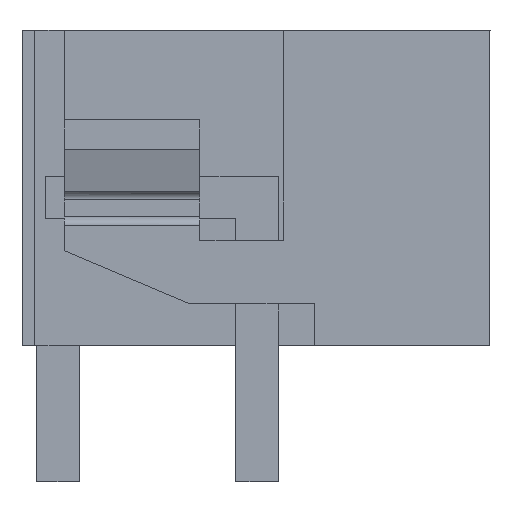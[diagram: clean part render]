
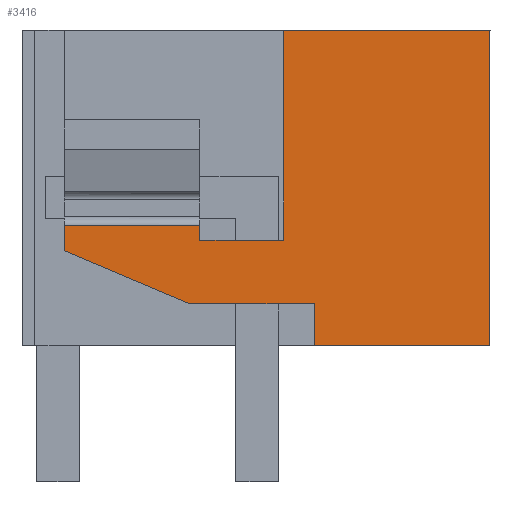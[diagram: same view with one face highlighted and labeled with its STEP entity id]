
A CAD part, left-side view. The second image highlights one B-rep face of the part: STEP entity #3416.
In plain terms, the highlighted planar face has unit normal (-1, 0, 0).
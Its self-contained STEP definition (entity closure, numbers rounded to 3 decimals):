
#3347=AXIS2_PLACEMENT_3D('Plane Axis2P3D',#3344,#3345,#3346) ;
#95=CARTESIAN_POINT('Vertex',(0.,0.,3.2)) ;
#100=CARTESIAN_POINT('Line Origine',(0.,2.075,3.2)) ;
#104=CARTESIAN_POINT('Vertex',(0.,4.15,3.2)) ;
#1243=CARTESIAN_POINT('Vertex',(0.,4.875,10.65)) ;
#1246=CARTESIAN_POINT('Line Origine',(0.,2.437,10.65)) ;
#1250=CARTESIAN_POINT('Vertex',(0.,0.,10.65)) ;
#3252=CARTESIAN_POINT('Line Origine',(0.,0.,6.925)) ;
#3344=CARTESIAN_POINT('Axis2P3D Location',(0.,11.05,0.)) ;
#3349=CARTESIAN_POINT('Line Origine',(0.,4.875,8.175)) ;
#3353=CARTESIAN_POINT('Vertex',(0.,4.875,5.7)) ;
#3356=CARTESIAN_POINT('Line Origine',(0.,5.863,5.7)) ;
#3360=CARTESIAN_POINT('Vertex',(0.,6.85,5.7)) ;
#3363=CARTESIAN_POINT('Line Origine',(0.,6.85,5.875)) ;
#3367=CARTESIAN_POINT('Vertex',(0.,6.85,6.05)) ;
#3370=CARTESIAN_POINT('Line Origine',(0.,8.45,6.05)) ;
#3374=CARTESIAN_POINT('Vertex',(0.,10.05,6.05)) ;
#3377=CARTESIAN_POINT('Line Origine',(0.,10.05,5.75)) ;
#3381=CARTESIAN_POINT('Vertex',(0.,10.05,5.45)) ;
#3384=CARTESIAN_POINT('Line Origine',(0.,8.571,4.823)) ;
#3388=CARTESIAN_POINT('Vertex',(0.,7.092,4.197)) ;
#3391=CARTESIAN_POINT('Line Origine',(0.,5.621,4.197)) ;
#3395=CARTESIAN_POINT('Vertex',(0.,4.15,4.197)) ;
#3398=CARTESIAN_POINT('Line Origine',(0.,4.15,3.698)) ;
#101=DIRECTION('Vector Direction',(0.,1.,0.)) ;
#1247=DIRECTION('Vector Direction',(0.,-1.,0.)) ;
#3253=DIRECTION('Vector Direction',(0.,0.,-1.)) ;
#3345=DIRECTION('Axis2P3D Direction',(-1.,0.,0.)) ;
#3346=DIRECTION('Axis2P3D XDirection',(0.,-1.,0.)) ;
#3350=DIRECTION('Vector Direction',(0.,0.,1.)) ;
#3357=DIRECTION('Vector Direction',(0.,1.,0.)) ;
#3364=DIRECTION('Vector Direction',(0.,0.,1.)) ;
#3371=DIRECTION('Vector Direction',(0.,-1.,0.)) ;
#3378=DIRECTION('Vector Direction',(0.,0.,-1.)) ;
#3385=DIRECTION('Vector Direction',(0.,0.921,0.39)) ;
#3392=DIRECTION('Vector Direction',(0.,-1.,0.)) ;
#3399=DIRECTION('Vector Direction',(0.,0.,-1.)) ;
#102=VECTOR('Line Direction',#101,1.) ;
#1248=VECTOR('Line Direction',#1247,1.) ;
#3254=VECTOR('Line Direction',#3253,1.) ;
#3351=VECTOR('Line Direction',#3350,1.) ;
#3358=VECTOR('Line Direction',#3357,1.) ;
#3365=VECTOR('Line Direction',#3364,1.) ;
#3372=VECTOR('Line Direction',#3371,1.) ;
#3379=VECTOR('Line Direction',#3378,1.) ;
#3386=VECTOR('Line Direction',#3385,1.) ;
#3393=VECTOR('Line Direction',#3392,1.) ;
#3400=VECTOR('Line Direction',#3399,1.) ;
#3404=ORIENTED_EDGE('',*,*,#106,.T.) ;
#3405=ORIENTED_EDGE('',*,*,#3256,.T.) ;
#3406=ORIENTED_EDGE('',*,*,#1252,.T.) ;
#3407=ORIENTED_EDGE('',*,*,#3355,.T.) ;
#3408=ORIENTED_EDGE('',*,*,#3362,.T.) ;
#3409=ORIENTED_EDGE('',*,*,#3369,.T.) ;
#3410=ORIENTED_EDGE('',*,*,#3376,.F.) ;
#3411=ORIENTED_EDGE('',*,*,#3383,.T.) ;
#3412=ORIENTED_EDGE('',*,*,#3390,.T.) ;
#3413=ORIENTED_EDGE('',*,*,#3397,.T.) ;
#3414=ORIENTED_EDGE('',*,*,#3402,.T.) ;
#3416=ADVANCED_FACE('HOUSING',(#3415),#3348,.T.) ;
#106=EDGE_CURVE('',#105,#96,#103,.F.) ;
#1252=EDGE_CURVE('',#1251,#1244,#1249,.F.) ;
#3256=EDGE_CURVE('',#96,#1251,#3255,.F.) ;
#3355=EDGE_CURVE('',#1244,#3354,#3352,.F.) ;
#3362=EDGE_CURVE('',#3354,#3361,#3359,.T.) ;
#3369=EDGE_CURVE('',#3361,#3368,#3366,.T.) ;
#3376=EDGE_CURVE('',#3375,#3368,#3373,.T.) ;
#3383=EDGE_CURVE('',#3375,#3382,#3380,.T.) ;
#3390=EDGE_CURVE('',#3382,#3389,#3387,.F.) ;
#3397=EDGE_CURVE('',#3389,#3396,#3394,.T.) ;
#3402=EDGE_CURVE('',#3396,#105,#3401,.T.) ;
#3403=EDGE_LOOP('',(#3404,#3405,#3406,#3407,#3408,#3409,#3410,#3411,#3412,#3413,#3414)) ;
#3415=FACE_OUTER_BOUND('',#3403,.T.) ;
#103=LINE('Line',#100,#102) ;
#1249=LINE('Line',#1246,#1248) ;
#3255=LINE('Line',#3252,#3254) ;
#3352=LINE('Line',#3349,#3351) ;
#3359=LINE('Line',#3356,#3358) ;
#3366=LINE('Line',#3363,#3365) ;
#3373=LINE('Line',#3370,#3372) ;
#3380=LINE('Line',#3377,#3379) ;
#3387=LINE('Line',#3384,#3386) ;
#3394=LINE('Line',#3391,#3393) ;
#3401=LINE('Line',#3398,#3400) ;
#3348=PLANE('',#3347) ;
#96=VERTEX_POINT('',#95) ;
#105=VERTEX_POINT('',#104) ;
#1244=VERTEX_POINT('',#1243) ;
#1251=VERTEX_POINT('',#1250) ;
#3354=VERTEX_POINT('',#3353) ;
#3361=VERTEX_POINT('',#3360) ;
#3368=VERTEX_POINT('',#3367) ;
#3375=VERTEX_POINT('',#3374) ;
#3382=VERTEX_POINT('',#3381) ;
#3389=VERTEX_POINT('',#3388) ;
#3396=VERTEX_POINT('',#3395) ;
